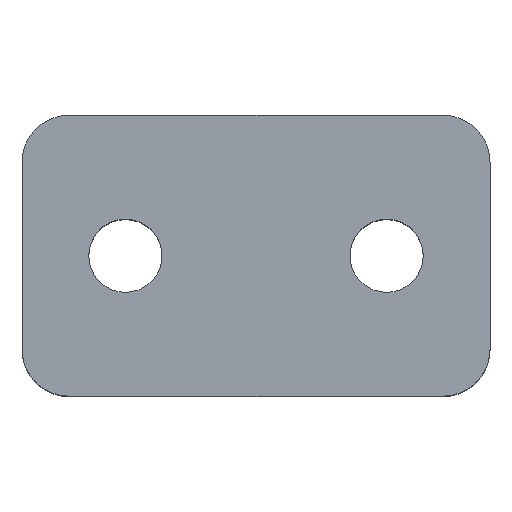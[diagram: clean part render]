
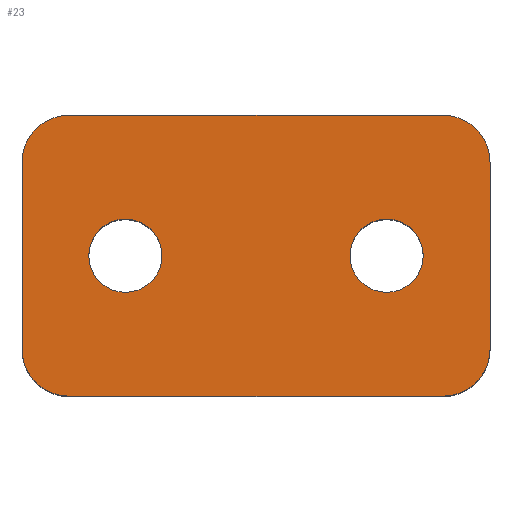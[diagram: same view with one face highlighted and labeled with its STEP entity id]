
A CAD part, top view. The second image highlights one B-rep face of the part: STEP entity #23.
In plain terms, the highlighted planar face has unit normal (0, 0, 1).
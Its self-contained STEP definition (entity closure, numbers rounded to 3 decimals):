
#7 = DIRECTION ( 'NONE',  ( 1., 0., 0. ) ) ;
#10 = FACE_BOUND ( 'NONE', #445, .T. ) ;
#20 = CIRCLE ( 'NONE', #191, 10. ) ;
#22 = VERTEX_POINT ( 'NONE', #821 ) ;
#23 = ADVANCED_FACE ( 'NONE', ( #10, #1144, #330 ), #1213, .T. ) ;
#25 = ORIENTED_EDGE ( 'NONE', *, *, #495, .T. ) ;
#42 = ORIENTED_EDGE ( 'NONE', *, *, #345, .T. ) ;
#50 = EDGE_LOOP ( 'NONE', ( #234, #1290 ) ) ;
#63 = DIRECTION ( 'NONE',  ( 1., 0., 0. ) ) ;
#123 = AXIS2_PLACEMENT_3D ( 'NONE', #783, #1078, #896 ) ;
#148 = EDGE_CURVE ( 'NONE', #861, #1026, #149, .T. ) ;
#149 = CIRCLE ( 'NONE', #1181, 10. ) ;
#158 = DIRECTION ( 'NONE',  ( 1., 0., 0. ) ) ;
#160 = DIRECTION ( 'NONE',  ( 0., -1., 0. ) ) ;
#163 = VERTEX_POINT ( 'NONE', #871 ) ;
#191 = AXIS2_PLACEMENT_3D ( 'NONE', #1122, #706, #205 ) ;
#205 = DIRECTION ( 'NONE',  ( 1., 0., 0. ) ) ;
#218 = VERTEX_POINT ( 'NONE', #746 ) ;
#226 = EDGE_CURVE ( 'NONE', #517, #1024, #609, .T. ) ;
#234 = ORIENTED_EDGE ( 'NONE', *, *, #342, .F. ) ;
#245 = DIRECTION ( 'NONE',  ( 1., 0., 0. ) ) ;
#252 = ORIENTED_EDGE ( 'NONE', *, *, #322, .T. ) ;
#276 = DIRECTION ( 'NONE',  ( 1., 0., 0. ) ) ;
#277 = CIRCLE ( 'NONE', #491, 10. ) ;
#291 = AXIS2_PLACEMENT_3D ( 'NONE', #307, #1124, #626 ) ;
#299 = DIRECTION ( 'NONE',  ( 0., 0., -1. ) ) ;
#305 = VECTOR ( 'NONE', #485, 1000. ) ;
#307 = CARTESIAN_POINT ( 'NONE',  ( -90., 10., 68. ) ) ;
#309 = CARTESIAN_POINT ( 'NONE',  ( -100., 10., 68. ) ) ;
#322 = EDGE_CURVE ( 'NONE', #1221, #633, #1090, .T. ) ;
#330 = FACE_OUTER_BOUND ( 'NONE', #534, .T. ) ;
#342 = EDGE_CURVE ( 'NONE', #836, #218, #1070, .T. ) ;
#345 = EDGE_CURVE ( 'NONE', #22, #517, #403, .T. ) ;
#350 = VERTEX_POINT ( 'NONE', #392 ) ;
#362 = CARTESIAN_POINT ( 'NONE',  ( -100., 50., 68. ) ) ;
#371 = CARTESIAN_POINT ( 'NONE',  ( -90., 50., 68. ) ) ;
#386 = EDGE_CURVE ( 'NONE', #218, #836, #448, .T. ) ;
#392 = CARTESIAN_POINT ( 'NONE',  ( 0., 50., 68. ) ) ;
#402 = VECTOR ( 'NONE', #477, 1000. ) ;
#403 = LINE ( 'NONE', #1289, #402 ) ;
#412 = EDGE_CURVE ( 'NONE', #350, #22, #20, .T. ) ;
#445 = EDGE_LOOP ( 'NONE', ( #453, #252 ) ) ;
#448 = CIRCLE ( 'NONE', #1184, 7.815 ) ;
#451 = DIRECTION ( 'NONE',  ( 0., 0., 1. ) ) ;
#453 = ORIENTED_EDGE ( 'NONE', *, *, #1098, .T. ) ;
#470 = LINE ( 'NONE', #362, #822 ) ;
#477 = DIRECTION ( 'NONE',  ( -1., 0., 0. ) ) ;
#485 = DIRECTION ( 'NONE',  ( 0., 1., 0. ) ) ;
#491 = AXIS2_PLACEMENT_3D ( 'NONE', #536, #727, #7 ) ;
#495 = EDGE_CURVE ( 'NONE', #795, #163, #277, .T. ) ;
#508 = AXIS2_PLACEMENT_3D ( 'NONE', #371, #1169, #245 ) ;
#517 = VERTEX_POINT ( 'NONE', #920 ) ;
#529 = LINE ( 'NONE', #695, #965 ) ;
#530 = AXIS2_PLACEMENT_3D ( 'NONE', #975, #299, #578 ) ;
#534 = EDGE_LOOP ( 'NONE', ( #1280, #1061, #25, #1049, #1044, #42, #944, #1141 ) ) ;
#536 = CARTESIAN_POINT ( 'NONE',  ( -10., 10., 68. ) ) ;
#569 = CARTESIAN_POINT ( 'NONE',  ( -100., 50., 68. ) ) ;
#574 = CARTESIAN_POINT ( 'NONE',  ( -70.096, 30., 68. ) ) ;
#578 = DIRECTION ( 'NONE',  ( 1., 0., 0. ) ) ;
#582 = LINE ( 'NONE', #978, #305 ) ;
#597 = EDGE_CURVE ( 'NONE', #1024, #861, #470, .T. ) ;
#609 = CIRCLE ( 'NONE', #508, 10. ) ;
#626 = DIRECTION ( 'NONE',  ( 1., 0., 0. ) ) ;
#633 = VERTEX_POINT ( 'NONE', #1051 ) ;
#655 = CARTESIAN_POINT ( 'NONE',  ( -77.912, 30., 68. ) ) ;
#695 = CARTESIAN_POINT ( 'NONE',  ( -90., 0., 68. ) ) ;
#706 = DIRECTION ( 'NONE',  ( 0., 0., 1. ) ) ;
#727 = DIRECTION ( 'NONE',  ( 0., 0., 1. ) ) ;
#746 = CARTESIAN_POINT ( 'NONE',  ( -14.273, 30., 68. ) ) ;
#749 = CARTESIAN_POINT ( 'NONE',  ( -90., 0., 68. ) ) ;
#783 = CARTESIAN_POINT ( 'NONE',  ( -22.088, 30., 68. ) ) ;
#793 = CARTESIAN_POINT ( 'NONE',  ( -10., 0., 68. ) ) ;
#795 = VERTEX_POINT ( 'NONE', #793 ) ;
#821 = CARTESIAN_POINT ( 'NONE',  ( -10., 60., 68. ) ) ;
#822 = VECTOR ( 'NONE', #160, 1000. ) ;
#830 = EDGE_CURVE ( 'NONE', #163, #350, #582, .T. ) ;
#836 = VERTEX_POINT ( 'NONE', #883 ) ;
#861 = VERTEX_POINT ( 'NONE', #309 ) ;
#871 = CARTESIAN_POINT ( 'NONE',  ( 0., 10., 68. ) ) ;
#883 = CARTESIAN_POINT ( 'NONE',  ( -29.904, 30., 68. ) ) ;
#896 = DIRECTION ( 'NONE',  ( 1., 0., 0. ) ) ;
#901 = EDGE_CURVE ( 'NONE', #1026, #795, #529, .T. ) ;
#920 = CARTESIAN_POINT ( 'NONE',  ( -90., 60., 68. ) ) ;
#944 = ORIENTED_EDGE ( 'NONE', *, *, #226, .T. ) ;
#965 = VECTOR ( 'NONE', #1099, 1000. ) ;
#975 = CARTESIAN_POINT ( 'NONE',  ( -77.912, 30., 68. ) ) ;
#978 = CARTESIAN_POINT ( 'NONE',  ( 0., 50., 68. ) ) ;
#1024 = VERTEX_POINT ( 'NONE', #569 ) ;
#1026 = VERTEX_POINT ( 'NONE', #749 ) ;
#1041 = AXIS2_PLACEMENT_3D ( 'NONE', #655, #1056, #158 ) ;
#1044 = ORIENTED_EDGE ( 'NONE', *, *, #412, .T. ) ;
#1049 = ORIENTED_EDGE ( 'NONE', *, *, #830, .T. ) ;
#1051 = CARTESIAN_POINT ( 'NONE',  ( -85.727, 30., 68. ) ) ;
#1056 = DIRECTION ( 'NONE',  ( 0., 0., -1. ) ) ;
#1061 = ORIENTED_EDGE ( 'NONE', *, *, #901, .T. ) ;
#1070 = CIRCLE ( 'NONE', #123, 7.815 ) ;
#1078 = DIRECTION ( 'NONE',  ( 0., 0., 1. ) ) ;
#1090 = CIRCLE ( 'NONE', #530, 7.815 ) ;
#1098 = EDGE_CURVE ( 'NONE', #633, #1221, #1171, .T. ) ;
#1099 = DIRECTION ( 'NONE',  ( 1., 0., 0. ) ) ;
#1122 = CARTESIAN_POINT ( 'NONE',  ( -10., 50., 68. ) ) ;
#1124 = DIRECTION ( 'NONE',  ( 0., 0., 1. ) ) ;
#1141 = ORIENTED_EDGE ( 'NONE', *, *, #597, .T. ) ;
#1144 = FACE_BOUND ( 'NONE', #50, .T. ) ;
#1169 = DIRECTION ( 'NONE',  ( 0., 0., 1. ) ) ;
#1171 = CIRCLE ( 'NONE', #1041, 7.815 ) ;
#1181 = AXIS2_PLACEMENT_3D ( 'NONE', #1260, #451, #63 ) ;
#1182 = CARTESIAN_POINT ( 'NONE',  ( -22.088, 30., 68. ) ) ;
#1184 = AXIS2_PLACEMENT_3D ( 'NONE', #1182, #1295, #276 ) ;
#1213 = PLANE ( 'NONE',  #291 ) ;
#1221 = VERTEX_POINT ( 'NONE', #574 ) ;
#1260 = CARTESIAN_POINT ( 'NONE',  ( -90., 10., 68. ) ) ;
#1280 = ORIENTED_EDGE ( 'NONE', *, *, #148, .T. ) ;
#1289 = CARTESIAN_POINT ( 'NONE',  ( -90., 60., 68. ) ) ;
#1290 = ORIENTED_EDGE ( 'NONE', *, *, #386, .F. ) ;
#1295 = DIRECTION ( 'NONE',  ( 0., 0., 1. ) ) ;
